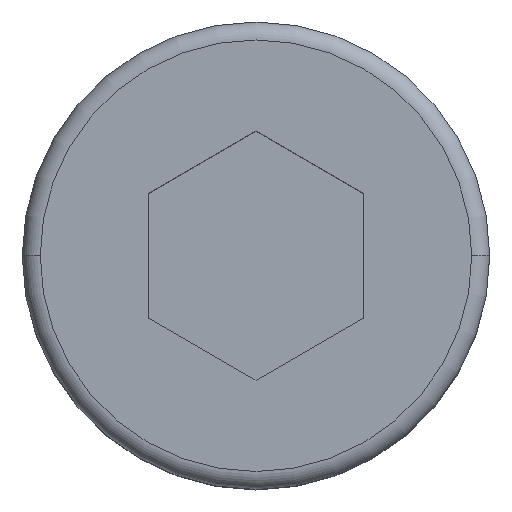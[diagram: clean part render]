
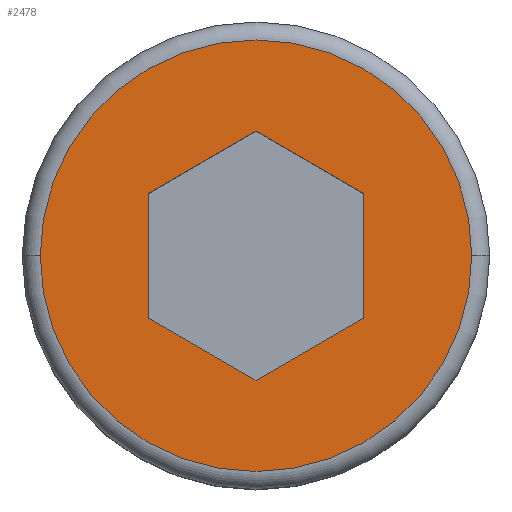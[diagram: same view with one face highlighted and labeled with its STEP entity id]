
A CAD part, top view. The second image highlights one B-rep face of the part: STEP entity #2478.
In plain terms, the highlighted planar face has unit normal (0, 0, 1).
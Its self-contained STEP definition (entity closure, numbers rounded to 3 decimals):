
#249 = DIRECTION ( 'NONE',  ( 0., 0., 1. ) ) ;
#381 = CARTESIAN_POINT ( 'NONE',  ( 0., -3.464, 0. ) ) ;
#451 = CARTESIAN_POINT ( 'NONE',  ( 0., 0., 0. ) ) ;
#487 = CARTESIAN_POINT ( 'NONE',  ( 3., 1.732, 0. ) ) ;
#551 = DIRECTION ( 'NONE',  ( -0.866, -0.5, 0. ) ) ;
#597 = VECTOR ( 'NONE', #1884, 1000. ) ;
#598 = AXIS2_PLACEMENT_3D ( 'NONE', #4093, #249, #2589 ) ;
#673 = EDGE_CURVE ( 'NONE', #4398, #854, #1801, .T. ) ;
#739 = EDGE_CURVE ( 'NONE', #1510, #1043, #3656, .T. ) ;
#810 = AXIS2_PLACEMENT_3D ( 'NONE', #3428, #3410, #1146 ) ;
#854 = VERTEX_POINT ( 'NONE', #381 ) ;
#961 = VECTOR ( 'NONE', #3163, 1000. ) ;
#1004 = EDGE_CURVE ( 'NONE', #1043, #2763, #4028, .T. ) ;
#1043 = VERTEX_POINT ( 'NONE', #4344 ) ;
#1146 = DIRECTION ( 'NONE',  ( 1., 0., 0. ) ) ;
#1179 = PLANE ( 'NONE',  #2932 ) ;
#1255 = LINE ( 'NONE', #4767, #1489 ) ;
#1448 = VERTEX_POINT ( 'NONE', #4871 ) ;
#1489 = VECTOR ( 'NONE', #551, 1000. ) ;
#1510 = VERTEX_POINT ( 'NONE', #4238 ) ;
#1528 = ORIENTED_EDGE ( 'NONE', *, *, #4842, .F. ) ;
#1608 = LINE ( 'NONE', #1949, #4559 ) ;
#1763 = ORIENTED_EDGE ( 'NONE', *, *, #1004, .F. ) ;
#1801 = LINE ( 'NONE', #4519, #597 ) ;
#1865 = EDGE_LOOP ( 'NONE', ( #1528, #2905, #1763, #2709, #2340, #2112 ) ) ;
#1884 = DIRECTION ( 'NONE',  ( 0.866, -0.5, 0. ) ) ;
#1949 = CARTESIAN_POINT ( 'NONE',  ( 0., -3.464, 0. ) ) ;
#2112 = ORIENTED_EDGE ( 'NONE', *, *, #673, .F. ) ;
#2318 = CARTESIAN_POINT ( 'NONE',  ( 3., -1.732, 0. ) ) ;
#2340 = ORIENTED_EDGE ( 'NONE', *, *, #3368, .F. ) ;
#2352 = DIRECTION ( 'NONE',  ( 0., 0., 1. ) ) ;
#2478 = ADVANCED_FACE ( 'NONE', ( #3652, #2510 ), #1179, .T. ) ;
#2510 = FACE_BOUND ( 'NONE', #1865, .T. ) ;
#2589 = DIRECTION ( 'NONE',  ( 1., 0., 0. ) ) ;
#2652 = DIRECTION ( 'NONE',  ( 0., -1., 0. ) ) ;
#2709 = ORIENTED_EDGE ( 'NONE', *, *, #739, .F. ) ;
#2731 = VECTOR ( 'NONE', #2652, 1000. ) ;
#2763 = VERTEX_POINT ( 'NONE', #3523 ) ;
#2905 = ORIENTED_EDGE ( 'NONE', *, *, #3599, .F. ) ;
#2932 = AXIS2_PLACEMENT_3D ( 'NONE', #451, #2352, #4670 ) ;
#3067 = CARTESIAN_POINT ( 'NONE',  ( -3., 1.732, 0. ) ) ;
#3108 = DIRECTION ( 'NONE',  ( 0.866, 0.5, 0. ) ) ;
#3163 = DIRECTION ( 'NONE',  ( -0.866, 0.5, 0. ) ) ;
#3198 = CARTESIAN_POINT ( 'NONE',  ( -3., 1.732, 0. ) ) ;
#3201 = ORIENTED_EDGE ( 'NONE', *, *, #3245, .T. ) ;
#3245 = EDGE_CURVE ( 'NONE', #1448, #4598, #4254, .T. ) ;
#3368 = EDGE_CURVE ( 'NONE', #854, #1510, #1608, .T. ) ;
#3410 = DIRECTION ( 'NONE',  ( 0., 0., 1. ) ) ;
#3428 = CARTESIAN_POINT ( 'NONE',  ( 0., 0., 0. ) ) ;
#3511 = CIRCLE ( 'NONE', #598, 6. ) ;
#3523 = CARTESIAN_POINT ( 'NONE',  ( 0., 3.464, 0. ) ) ;
#3599 = EDGE_CURVE ( 'NONE', #2763, #4341, #1255, .T. ) ;
#3652 = FACE_OUTER_BOUND ( 'NONE', #4288, .T. ) ;
#3656 = LINE ( 'NONE', #2318, #4515 ) ;
#3715 = CARTESIAN_POINT ( 'NONE',  ( -6., 0., 0. ) ) ;
#4028 = LINE ( 'NONE', #487, #961 ) ;
#4093 = CARTESIAN_POINT ( 'NONE',  ( 0., 0., 0. ) ) ;
#4217 = DIRECTION ( 'NONE',  ( 0., 1., 0. ) ) ;
#4238 = CARTESIAN_POINT ( 'NONE',  ( 3., -1.732, 0. ) ) ;
#4254 = CIRCLE ( 'NONE', #810, 6. ) ;
#4288 = EDGE_LOOP ( 'NONE', ( #3201, #4483 ) ) ;
#4323 = CARTESIAN_POINT ( 'NONE',  ( -3., -1.732, 0. ) ) ;
#4341 = VERTEX_POINT ( 'NONE', #3198 ) ;
#4344 = CARTESIAN_POINT ( 'NONE',  ( 3., 1.732, 0. ) ) ;
#4380 = LINE ( 'NONE', #3067, #2731 ) ;
#4398 = VERTEX_POINT ( 'NONE', #4323 ) ;
#4483 = ORIENTED_EDGE ( 'NONE', *, *, #4574, .T. ) ;
#4515 = VECTOR ( 'NONE', #4217, 1000. ) ;
#4519 = CARTESIAN_POINT ( 'NONE',  ( -3., -1.732, 0. ) ) ;
#4559 = VECTOR ( 'NONE', #3108, 1000. ) ;
#4574 = EDGE_CURVE ( 'NONE', #4598, #1448, #3511, .T. ) ;
#4598 = VERTEX_POINT ( 'NONE', #3715 ) ;
#4670 = DIRECTION ( 'NONE',  ( 1., 0., 0. ) ) ;
#4767 = CARTESIAN_POINT ( 'NONE',  ( 0., 3.464, 0. ) ) ;
#4842 = EDGE_CURVE ( 'NONE', #4341, #4398, #4380, .T. ) ;
#4871 = CARTESIAN_POINT ( 'NONE',  ( 6., 0., 0. ) ) ;
